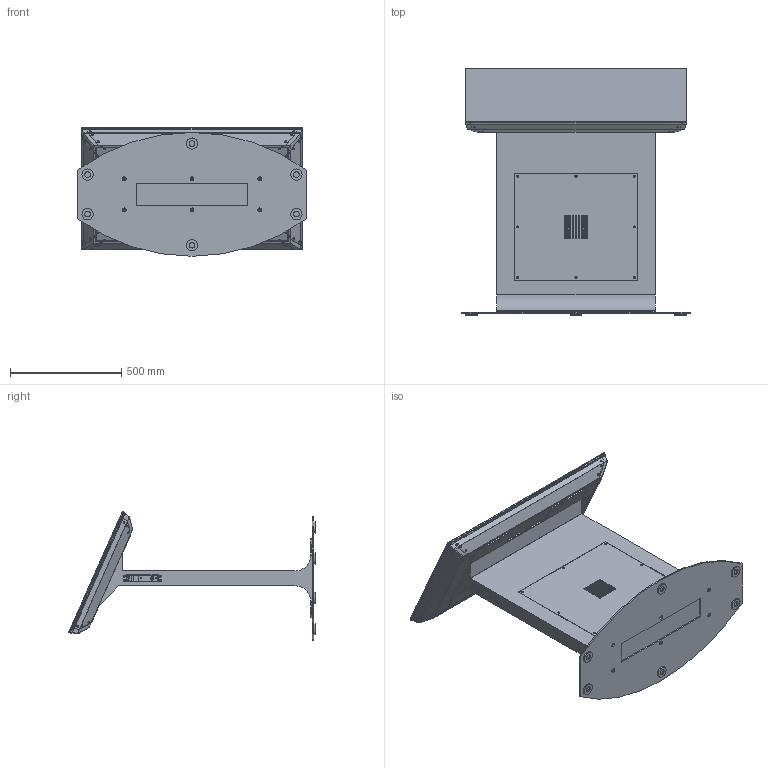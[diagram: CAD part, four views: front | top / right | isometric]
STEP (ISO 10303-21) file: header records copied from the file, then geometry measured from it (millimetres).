
FILE_DESCRIPTION (( 'STEP AP214' ), '1' );
FILE_NAME ('43 Drafting Classic.STEP', '2020-09-14T15:04:17', ( '' ), ( '' ), 'SwSTEP 2.0', 'SolidWorks 2019', '' );
FILE_SCHEMA (( 'AUTOMOTIVE_DESIGN' ));
Products named in the file (5): Drafting Classic; 43 Presenter; 43 Drafting Classic
Assembly tree (2 placements, depth 2):
  Drafting Classic
  43 Drafting Classic
    Drafting Classic
    43 Presenter
  43 Presenter
Bounding box: 1028.7 x 1107.84 x 578.22 mm (x, y, z)
Volume: 90754038.4 mm3; surface area: 4365235.7 mm2
Topology: 2 solids, 6 shells, 5089 faces, 12728 edges, 8274 vertices
Faces by surface type: plane 2954, cylinder 1498, bspline 395, cone 202, sphere 36, torus 4
Entity records: 236483 total; most frequent: CARTESIAN_POINT 115003, ORIENTED_EDGE 25352, DIRECTION 24444, EDGE_CURVE 12676, VERTEX_POINT 8274, AXIS2_PLACEMENT_3D 8191, VECTOR 8062, LINE 8062
